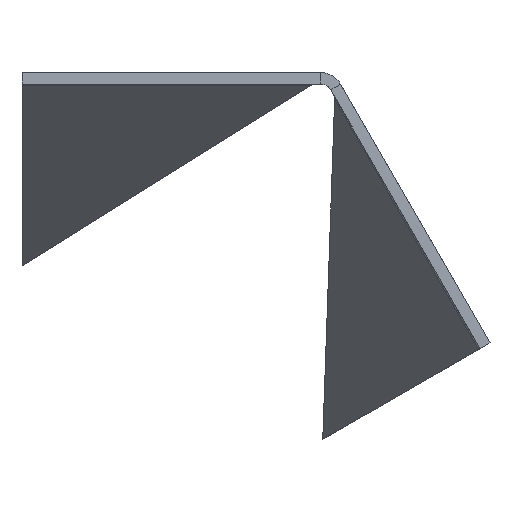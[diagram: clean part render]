
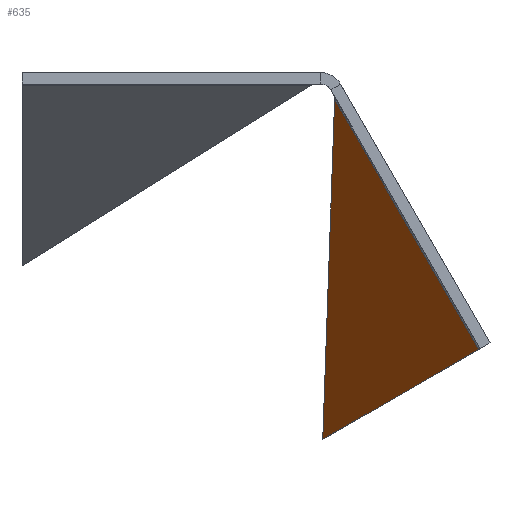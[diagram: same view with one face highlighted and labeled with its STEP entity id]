
A CAD part, front view. The second image highlights one B-rep face of the part: STEP entity #635.
In plain terms, the highlighted planar face has unit normal (-0.75, -0.5, -0.433).
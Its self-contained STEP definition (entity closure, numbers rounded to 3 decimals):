
#93=FACE_OUTER_BOUND('',#139,.T.);
#139=EDGE_LOOP('',(#520,#521,#522));
#198=LINE('',#1031,#259);
#199=LINE('',#1034,#260);
#211=LINE('',#1070,#272);
#259=VECTOR('',#804,10.);
#260=VECTOR('',#807,10.);
#272=VECTOR('',#845,10.);
#317=VERTEX_POINT('',#1022);
#321=VERTEX_POINT('',#1029);
#322=VERTEX_POINT('',#1033);
#387=EDGE_CURVE('',#317,#321,#198,.T.);
#388=EDGE_CURVE('',#322,#317,#199,.T.);
#407=EDGE_CURVE('',#321,#322,#211,.T.);
#520=ORIENTED_EDGE('',*,*,#388,.T.);
#521=ORIENTED_EDGE('',*,*,#387,.T.);
#522=ORIENTED_EDGE('',*,*,#407,.T.);
#608=PLANE('',#701);
#635=ADVANCED_FACE('',(#93),#608,.F.);
#701=AXIS2_PLACEMENT_3D('',#1069,#843,#844);
#804=DIRECTION('',(-0.026,0.676,-0.736));
#807=DIRECTION('',(-0.5,0.,0.866));
#843=DIRECTION('center_axis',(0.75,0.5,0.433));
#844=DIRECTION('ref_axis',(0.5,0.,-0.866));
#845=DIRECTION('',(0.433,-0.866,0.25));
#1022=CARTESIAN_POINT('',(40.681,502.75,-2.04));
#1029=CARTESIAN_POINT('',(39.134,543.34,-46.229));
#1031=CARTESIAN_POINT('',(40.784,500.038,0.912));
#1033=CARTESIAN_POINT('',(59.429,502.75,-34.512));
#1034=CARTESIAN_POINT('',(29.429,502.75,17.449));
#1069=CARTESIAN_POINT('Origin',(138.212,305.183,57.162));
#1070=CARTESIAN_POINT('',(60.784,500.038,-33.729));
